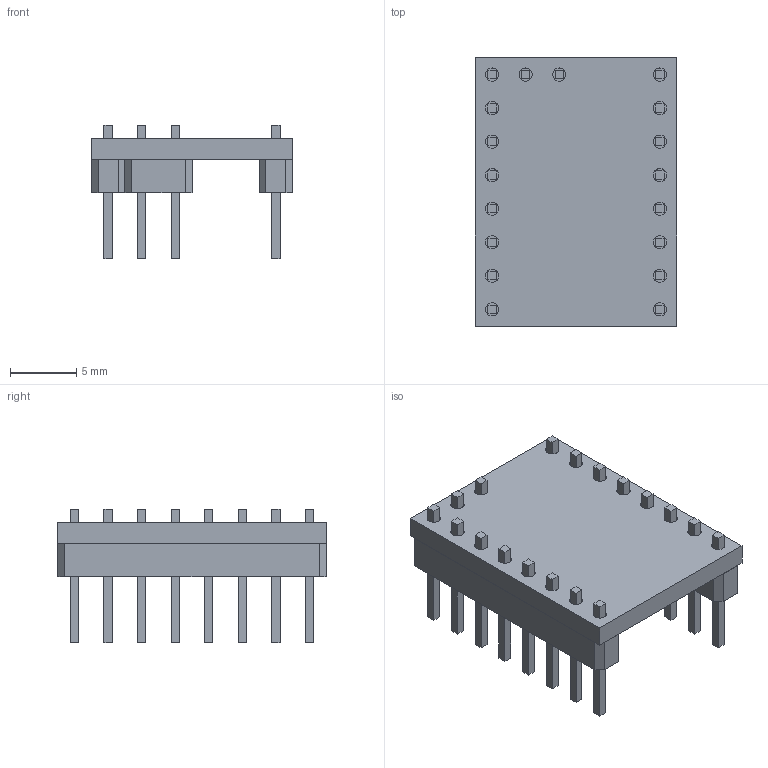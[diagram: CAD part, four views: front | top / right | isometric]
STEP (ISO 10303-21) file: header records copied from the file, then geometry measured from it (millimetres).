
FILE_DESCRIPTION(/* description */ (''),/* implementation_level */ '2;1');
FILE_NAME(/* name */ 'TMC2209_BTT_onboard.step',/* time_stamp */ '2024-08-09T15:26:56+02:00',/* author */ (''),/* organization */ (''),/* preprocessor_version */ 'ST-DEVELOPER v20',/* originating_system */ 'Autodesk Translation Framework v13.14.0.145',/* authorisation */ '');
FILE_SCHEMA (('AUTOMOTIVE_DESIGN { 1 0 10303 214 3 1 1 }'));
Length unit declared in the file: millimetre
Products named in the file (1): (Unsaved)
Bounding box: 15.24 x 20.32 x 10.14 mm (x, y, z)
Volume: 838.7 mm3; surface area: 1768.4 mm2
Topology: 22 solids, 22 shells, 162 faces, 354 edges, 236 vertices
Faces by surface type: plane 144, cylinder 18
Full cylindrical faces by diameter (mm): 1 x18
Entity records: 4479 total; most frequent: CARTESIAN_POINT 753, DIRECTION 716, ORIENTED_EDGE 708, EDGE_CURVE 354, LINE 318, VECTOR 318, VERTEX_POINT 236, AXIS2_PLACEMENT_3D 199
